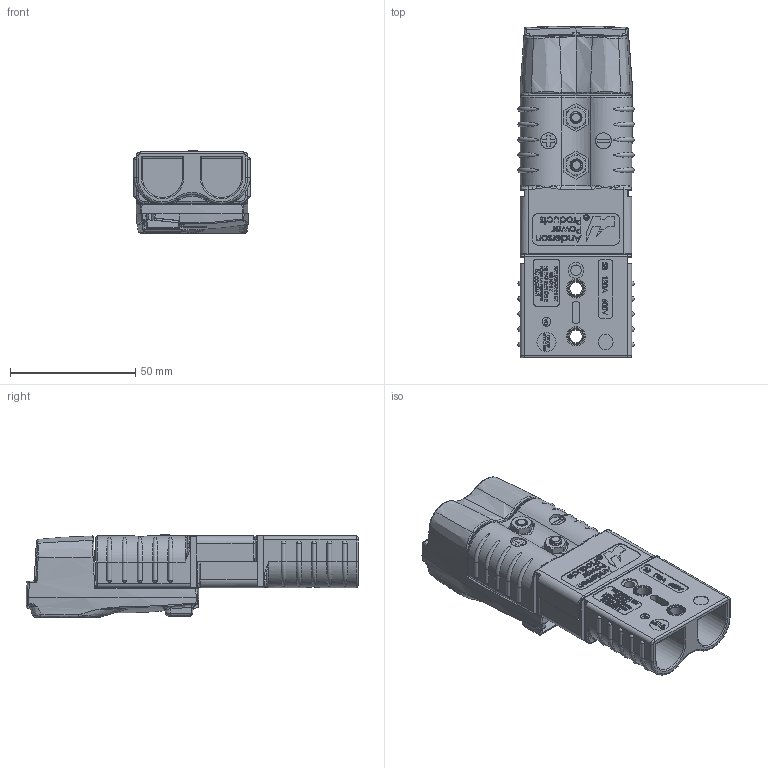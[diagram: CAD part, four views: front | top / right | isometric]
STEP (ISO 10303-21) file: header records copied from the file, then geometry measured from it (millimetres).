
FILE_DESCRIPTION(/* description */ (''),/* implementation_level */ '2;1');
FILE_NAME(/* name */ 'Surfaced Top Mount Housing v11 v9.step',/* time_stamp */ '2025-11-03T07:54:55-06:00',/* author */ (''),/* organization */ (''),/* preprocessor_version */ 'ST-DEVELOPER v20.1',/* originating_system */ 'Autodesk Translation Framework v14.17.0.0',/* authorisation */ '');
FILE_SCHEMA (('AUTOMOTIVE_DESIGN { 1 0 10303 214 3 1 1 }'));
Products named in the file (7): Surfaced Top Mount Housing v11; SB 120 (Std)-02-08-STEP; Housing; Lower Housing; Upper Housing (1); 91294A217_Black-Oxide Alloy Steel Hex Drive Flat Head Screw; 92362A160_18-8 Stainless Steel Narrow Hex Nut
Assembly tree (8 placements, depth 3):
  Surfaced Top Mount Housing v11
    SB 120 (Std)-02-08-STEP
    Housing
      Lower Housing
      Upper Housing (1)
    91294A217_Black-Oxide Alloy Steel Hex Drive Flat Head Screw  x2
    92362A160_18-8 Stainless Steel Narrow Hex Nut  x2
Bounding box: 46.38 x 132.57 x 32.85 mm (x, y, z)
Volume: 63694.8 mm3; surface area: 55991.3 mm2
Topology: 8 solids, 8 shells, 3961 faces, 10522 edges, 6863 vertices
Faces by surface type: plane 2026, bspline 1279, cylinder 427, cone 123, torus 59, sphere 47
Full cylindrical faces by diameter (mm): 0.832 x2, 0.928 x2, 1.778 x2, 2.286 x2, 3.556 x2, 3.795 x2, 3.961 x66, 4.216 x2, 4.826 x6, 5 x64, 5.055 x4, 6 x2, 6.35 x6, 7.569 x4, 7.62 x2, 10 x2
Entity records: 190349 total; most frequent: CARTESIAN_POINT 103956, ORIENTED_EDGE 20318, DIRECTION 13311, EDGE_CURVE 10159, VERTEX_POINT 6658, LINE 6215, VECTOR 6215, EDGE_LOOP 4195
